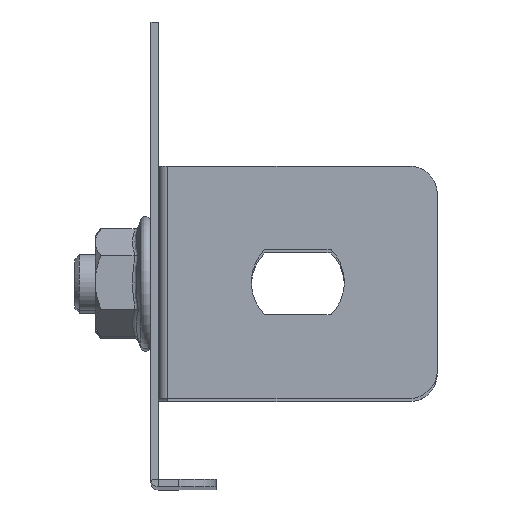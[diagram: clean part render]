
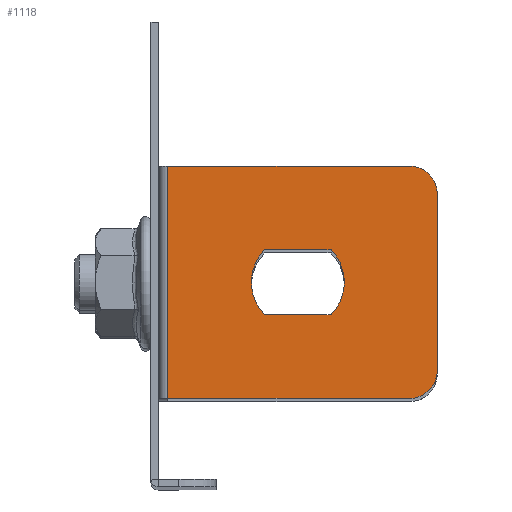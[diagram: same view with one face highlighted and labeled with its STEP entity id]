
A CAD part, top view. The second image highlights one B-rep face of the part: STEP entity #1118.
In plain terms, the highlighted face is planar.
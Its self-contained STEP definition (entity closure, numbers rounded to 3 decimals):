
#95 = LINE ( 'NONE', #2956, #97 ) ;
#97 = VECTOR ( 'NONE', #2957, 1000. ) ;
#122 = LINE ( 'NONE', #3005, #136 ) ;
#127 = LINE ( 'NONE', #2989, #129 ) ;
#129 = VECTOR ( 'NONE', #2990, 1000. ) ;
#132 = CIRCLE ( 'NONE', #736, 5. ) ;
#134 = CIRCLE ( 'NONE', #737, 5. ) ;
#135 = LINE ( 'NONE', #3012, #139 ) ;
#136 = VECTOR ( 'NONE', #2997, 1000. ) ;
#139 = VECTOR ( 'NONE', #3009, 1000. ) ;
#144 = CIRCLE ( 'NONE', #738, 3. ) ;
#148 = CIRCLE ( 'NONE', #739, 3. ) ;
#149 = LINE ( 'NONE', #3022, #151 ) ;
#150 = LINE ( 'NONE', #3030, #153 ) ;
#151 = VECTOR ( 'NONE', #3023, 1000. ) ;
#153 = VECTOR ( 'NONE', #3031, 1000. ) ;
#378 = EDGE_CURVE ( 'NONE', #2175, #2105, #95, .T. ) ;
#397 = EDGE_CURVE ( 'NONE', #2103, #2096, #127, .T. ) ;
#400 = EDGE_CURVE ( 'NONE', #2151, #2172, #132, .T. ) ;
#401 = EDGE_CURVE ( 'NONE', #2088, #2151, #122, .T. ) ;
#402 = EDGE_CURVE ( 'NONE', #2171, #2088, #134, .T. ) ;
#403 = EDGE_CURVE ( 'NONE', #2172, #2171, #135, .T. ) ;
#408 = EDGE_CURVE ( 'NONE', #2105, #2103, #144, .T. ) ;
#409 = EDGE_CURVE ( 'NONE', #2096, #2093, #148, .T. ) ;
#410 = EDGE_CURVE ( 'NONE', #2135, #2093, #149, .T. ) ;
#411 = EDGE_CURVE ( 'NONE', #2175, #2135, #150, .T. ) ;
#482 = FACE_BOUND ( 'NONE', #2302, .T. ) ;
#485 = FACE_OUTER_BOUND ( 'NONE', #2280, .T. ) ;
#736 = AXIS2_PLACEMENT_3D ( 'NONE', #3006, #3007, #3008 ) ;
#737 = AXIS2_PLACEMENT_3D ( 'NONE', #3013, #3014, #3015 ) ;
#738 = AXIS2_PLACEMENT_3D ( 'NONE', #3024, #3025, #3026 ) ;
#739 = AXIS2_PLACEMENT_3D ( 'NONE', #3027, #3028, #3029 ) ;
#800 = AXIS2_PLACEMENT_3D ( 'NONE', #3197, #3206, #3207 ) ;
#1118 = ADVANCED_FACE ( 'NONE', ( #482, #485 ), #3201, .T. ) ;
#2088 = VERTEX_POINT ( 'NONE', #2461 ) ;
#2093 = VERTEX_POINT ( 'NONE', #2466 ) ;
#2096 = VERTEX_POINT ( 'NONE', #2469 ) ;
#2103 = VERTEX_POINT ( 'NONE', #2476 ) ;
#2105 = VERTEX_POINT ( 'NONE', #2478 ) ;
#2135 = VERTEX_POINT ( 'NONE', #2506 ) ;
#2151 = VERTEX_POINT ( 'NONE', #2521 ) ;
#2171 = VERTEX_POINT ( 'NONE', #2539 ) ;
#2172 = VERTEX_POINT ( 'NONE', #2540 ) ;
#2175 = VERTEX_POINT ( 'NONE', #2543 ) ;
#2280 = EDGE_LOOP ( 'NONE', ( #2880, #2876, #2877, #2866, #2867, #2869 ) ) ;
#2302 = EDGE_LOOP ( 'NONE', ( #2878, #2879, #2881, #2882 ) ) ;
#2461 = CARTESIAN_POINT ( 'NONE',  ( -18.571, 0., -3.5 ) ) ;
#2466 = CARTESIAN_POINT ( 'NONE',  ( -27., 0., -12.5 ) ) ;
#2469 = CARTESIAN_POINT ( 'NONE',  ( -30., 0., -9.5 ) ) ;
#2476 = CARTESIAN_POINT ( 'NONE',  ( -30., 0., 9.5 ) ) ;
#2478 = CARTESIAN_POINT ( 'NONE',  ( -27., 0., 12.5 ) ) ;
#2506 = CARTESIAN_POINT ( 'NONE',  ( -1., 0., -12.5 ) ) ;
#2521 = CARTESIAN_POINT ( 'NONE',  ( -11.429, 0., -3.5 ) ) ;
#2539 = CARTESIAN_POINT ( 'NONE',  ( -18.571, 0., 3.5 ) ) ;
#2540 = CARTESIAN_POINT ( 'NONE',  ( -11.429, 0., 3.5 ) ) ;
#2543 = CARTESIAN_POINT ( 'NONE',  ( -1., 0., 12.5 ) ) ;
#2866 = ORIENTED_EDGE ( 'NONE', *, *, #409, .T. ) ;
#2867 = ORIENTED_EDGE ( 'NONE', *, *, #410, .F. ) ;
#2869 = ORIENTED_EDGE ( 'NONE', *, *, #411, .F. ) ;
#2876 = ORIENTED_EDGE ( 'NONE', *, *, #408, .T. ) ;
#2877 = ORIENTED_EDGE ( 'NONE', *, *, #397, .T. ) ;
#2878 = ORIENTED_EDGE ( 'NONE', *, *, #400, .F. ) ;
#2879 = ORIENTED_EDGE ( 'NONE', *, *, #401, .F. ) ;
#2880 = ORIENTED_EDGE ( 'NONE', *, *, #378, .T. ) ;
#2881 = ORIENTED_EDGE ( 'NONE', *, *, #402, .F. ) ;
#2882 = ORIENTED_EDGE ( 'NONE', *, *, #403, .F. ) ;
#2956 = CARTESIAN_POINT ( 'NONE',  ( 0., 0., 12.5 ) ) ;
#2957 = DIRECTION ( 'NONE',  ( -1., 0., 0. ) ) ;
#2989 = CARTESIAN_POINT ( 'NONE',  ( -30., 0., 12.5 ) ) ;
#2990 = DIRECTION ( 'NONE',  ( 0., 0., -1. ) ) ;
#2997 = DIRECTION ( 'NONE',  ( 1., 0., 0. ) ) ;
#3005 = CARTESIAN_POINT ( 'NONE',  ( -18.571, 0., -3.5 ) ) ;
#3006 = CARTESIAN_POINT ( 'NONE',  ( -15., 0., 0. ) ) ;
#3007 = DIRECTION ( 'NONE',  ( 0., -1., 0. ) ) ;
#3008 = DIRECTION ( 'NONE',  ( 1., 0., 0. ) ) ;
#3009 = DIRECTION ( 'NONE',  ( -1., 0., 0. ) ) ;
#3012 = CARTESIAN_POINT ( 'NONE',  ( -11.429, 0., 3.5 ) ) ;
#3013 = CARTESIAN_POINT ( 'NONE',  ( -15., 0., 0. ) ) ;
#3014 = DIRECTION ( 'NONE',  ( 0., -1., 0. ) ) ;
#3015 = DIRECTION ( 'NONE',  ( 1., 0., 0. ) ) ;
#3022 = CARTESIAN_POINT ( 'NONE',  ( 0., 0., -12.5 ) ) ;
#3023 = DIRECTION ( 'NONE',  ( -1., 0., 0. ) ) ;
#3024 = CARTESIAN_POINT ( 'NONE',  ( -27., 0., 9.5 ) ) ;
#3025 = DIRECTION ( 'NONE',  ( 0., -1., 0. ) ) ;
#3026 = DIRECTION ( 'NONE',  ( 1., 0., 0. ) ) ;
#3027 = CARTESIAN_POINT ( 'NONE',  ( -27., 0., -9.5 ) ) ;
#3028 = DIRECTION ( 'NONE',  ( 0., -1., 0. ) ) ;
#3029 = DIRECTION ( 'NONE',  ( 1., 0., 0. ) ) ;
#3030 = CARTESIAN_POINT ( 'NONE',  ( -1., 0., 12.5 ) ) ;
#3031 = DIRECTION ( 'NONE',  ( 0., 0., -1. ) ) ;
#3197 = CARTESIAN_POINT ( 'NONE',  ( 0., 0., 12.5 ) ) ;
#3201 = PLANE ( 'NONE',  #800 ) ;
#3206 = DIRECTION ( 'NONE',  ( 0., -1., 0. ) ) ;
#3207 = DIRECTION ( 'NONE',  ( 1., 0., 0. ) ) ;
